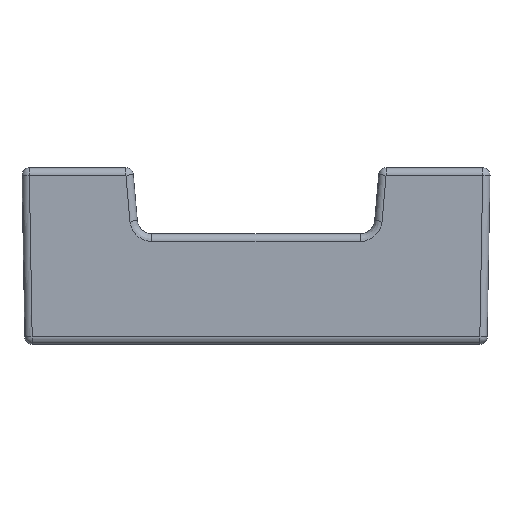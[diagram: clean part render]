
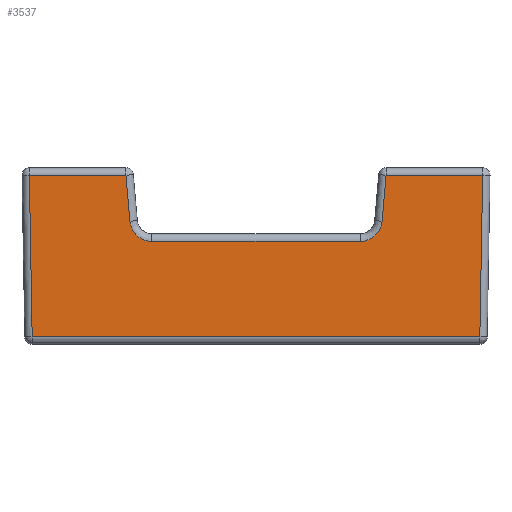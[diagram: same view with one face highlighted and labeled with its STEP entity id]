
A CAD part, front view. The second image highlights one B-rep face of the part: STEP entity #3537.
In plain terms, the highlighted planar face has unit normal (0, -1, -0.018).
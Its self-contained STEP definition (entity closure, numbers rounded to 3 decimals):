
#164=B_SPLINE_CURVE_WITH_KNOTS('',3,(#5868,#5869,#5870,#5871,#5872,#5873,
#5874,#5875,#5876,#5877,#5878,#5879,#5880),.UNSPECIFIED.,.F.,.F.,(4,3,3,
3,4),(1.658,2.029,2.4,2.771,
3.142),.UNSPECIFIED.);
#165=B_SPLINE_CURVE_WITH_KNOTS('',3,(#5884,#5885,#5886,#5887,#5888,#5889,
#5890,#5891,#5892,#5893,#5894,#5895,#5896),.UNSPECIFIED.,.F.,.F.,(4,3,3,
3,4),(0.,0.371,0.742,1.113,
1.484),.UNSPECIFIED.);
#276=LINE('',#5856,#564);
#277=LINE('',#5858,#565);
#278=LINE('',#5860,#566);
#279=LINE('',#5862,#567);
#280=LINE('',#5864,#568);
#281=LINE('',#5866,#569);
#282=LINE('',#5882,#570);
#283=LINE('',#5897,#571);
#564=VECTOR('',#4354,1000.);
#565=VECTOR('',#4355,1000.);
#566=VECTOR('',#4356,1000.);
#567=VECTOR('',#4357,1000.);
#568=VECTOR('',#4358,1000.);
#569=VECTOR('',#4359,1000.);
#570=VECTOR('',#4360,1000.);
#571=VECTOR('',#4361,1000.);
#775=PLANE('',#3811);
#845=FACE_OUTER_BOUND('',#1081,.T.);
#1081=EDGE_LOOP('',(#2510,#2511,#2512,#2513,#2514,#2515,#2516,#2517,#2518,
#2519));
#1633=VERTEX_POINT('',#5854);
#1634=VERTEX_POINT('',#5855);
#1635=VERTEX_POINT('',#5857);
#1636=VERTEX_POINT('',#5859);
#1637=VERTEX_POINT('',#5861);
#1638=VERTEX_POINT('',#5863);
#1639=VERTEX_POINT('',#5865);
#1640=VERTEX_POINT('',#5867);
#1641=VERTEX_POINT('',#5881);
#1642=VERTEX_POINT('',#5883);
#1954=EDGE_CURVE('',#1633,#1634,#276,.T.);
#1955=EDGE_CURVE('',#1634,#1635,#277,.T.);
#1956=EDGE_CURVE('',#1635,#1636,#278,.T.);
#1957=EDGE_CURVE('',#1636,#1637,#279,.T.);
#1958=EDGE_CURVE('',#1637,#1638,#280,.T.);
#1959=EDGE_CURVE('',#1638,#1639,#281,.T.);
#1960=EDGE_CURVE('',#1639,#1640,#164,.T.);
#1961=EDGE_CURVE('',#1640,#1641,#282,.T.);
#1962=EDGE_CURVE('',#1641,#1642,#165,.T.);
#1963=EDGE_CURVE('',#1642,#1633,#283,.T.);
#2510=ORIENTED_EDGE('',*,*,#1954,.T.);
#2511=ORIENTED_EDGE('',*,*,#1955,.T.);
#2512=ORIENTED_EDGE('',*,*,#1956,.T.);
#2513=ORIENTED_EDGE('',*,*,#1957,.T.);
#2514=ORIENTED_EDGE('',*,*,#1958,.T.);
#2515=ORIENTED_EDGE('',*,*,#1959,.T.);
#2516=ORIENTED_EDGE('',*,*,#1960,.T.);
#2517=ORIENTED_EDGE('',*,*,#1961,.T.);
#2518=ORIENTED_EDGE('',*,*,#1962,.T.);
#2519=ORIENTED_EDGE('',*,*,#1963,.T.);
#3537=ADVANCED_FACE('',(#845),#775,.T.);
#3811=AXIS2_PLACEMENT_3D('',#5853,#4352,#4353);
#4352=DIRECTION('center_axis',(0.,-1.,-0.017));
#4353=DIRECTION('ref_axis',(0.,0.017,-1.));
#4354=DIRECTION('',(-1.,0.,0.));
#4355=DIRECTION('',(0.017,0.017,-1.));
#4356=DIRECTION('',(1.,0.,0.));
#4357=DIRECTION('',(0.017,-0.017,1.));
#4358=DIRECTION('',(-1.,0.,0.));
#4359=DIRECTION('',(-0.087,0.017,-0.996));
#4360=DIRECTION('',(-1.,0.,0.));
#4361=DIRECTION('',(-0.087,-0.017,0.996));
#5853=CARTESIAN_POINT('Origin',(0.,-2.775,-10.5));
#5854=CARTESIAN_POINT('',(-8.852,-2.976,0.991));
#5855=CARTESIAN_POINT('',(-15.426,-2.976,0.991));
#5856=CARTESIAN_POINT('',(-15.934,-2.976,0.991));
#5857=CARTESIAN_POINT('',(-15.234,-2.784,-10.009));
#5858=CARTESIAN_POINT('',(-15.22,-2.77,-10.766));
#5859=CARTESIAN_POINT('',(15.234,-2.784,-10.009));
#5860=CARTESIAN_POINT('',(0.,-2.784,-10.009));
#5861=CARTESIAN_POINT('',(15.426,-2.976,0.991));
#5862=CARTESIAN_POINT('',(15.22,-2.77,-10.766));
#5863=CARTESIAN_POINT('',(8.852,-2.976,0.991));
#5864=CARTESIAN_POINT('',(8.394,-2.976,0.991));
#5865=CARTESIAN_POINT('',(8.578,-2.921,-2.139));
#5866=CARTESIAN_POINT('',(8.579,-2.921,-2.131));
#5867=CARTESIAN_POINT('',(7.084,-2.897,-3.509));
#5868=CARTESIAN_POINT('Ctrl Pts',(8.578,-2.921,-2.139));
#5869=CARTESIAN_POINT('Ctrl Pts',(8.562,-2.918,-2.324));
#5870=CARTESIAN_POINT('Ctrl Pts',(8.511,-2.915,-2.506));
#5871=CARTESIAN_POINT('Ctrl Pts',(8.429,-2.912,-2.672));
#5872=CARTESIAN_POINT('Ctrl Pts',(8.347,-2.909,-2.838));
#5873=CARTESIAN_POINT('Ctrl Pts',(8.234,-2.906,-2.989));
#5874=CARTESIAN_POINT('Ctrl Pts',(8.097,-2.904,-3.115));
#5875=CARTESIAN_POINT('Ctrl Pts',(7.96,-2.902,-3.24));
#5876=CARTESIAN_POINT('Ctrl Pts',(7.8,-2.9,-3.34));
#5877=CARTESIAN_POINT('Ctrl Pts',(7.627,-2.899,-3.407));
#5878=CARTESIAN_POINT('Ctrl Pts',(7.454,-2.898,-3.474));
#5879=CARTESIAN_POINT('Ctrl Pts',(7.269,-2.897,-3.509));
#5880=CARTESIAN_POINT('Ctrl Pts',(7.084,-2.897,-3.509));
#5881=CARTESIAN_POINT('',(-7.084,-2.897,-3.509));
#5882=CARTESIAN_POINT('',(0.,-2.897,-3.509));
#5883=CARTESIAN_POINT('',(-8.578,-2.921,-2.139));
#5884=CARTESIAN_POINT('Ctrl Pts',(-7.084,-2.897,-3.509));
#5885=CARTESIAN_POINT('Ctrl Pts',(-7.269,-2.897,-3.509));
#5886=CARTESIAN_POINT('Ctrl Pts',(-7.454,-2.898,-3.474));
#5887=CARTESIAN_POINT('Ctrl Pts',(-7.627,-2.899,-3.407));
#5888=CARTESIAN_POINT('Ctrl Pts',(-7.8,-2.9,-3.34));
#5889=CARTESIAN_POINT('Ctrl Pts',(-7.96,-2.902,-3.24));
#5890=CARTESIAN_POINT('Ctrl Pts',(-8.097,-2.904,-3.115));
#5891=CARTESIAN_POINT('Ctrl Pts',(-8.234,-2.906,-2.989));
#5892=CARTESIAN_POINT('Ctrl Pts',(-8.347,-2.909,-2.838));
#5893=CARTESIAN_POINT('Ctrl Pts',(-8.429,-2.912,-2.672));
#5894=CARTESIAN_POINT('Ctrl Pts',(-8.511,-2.915,-2.506));
#5895=CARTESIAN_POINT('Ctrl Pts',(-8.562,-2.918,-2.324));
#5896=CARTESIAN_POINT('Ctrl Pts',(-8.578,-2.921,-2.139));
#5897=CARTESIAN_POINT('',(-8.893,-2.984,1.456));
